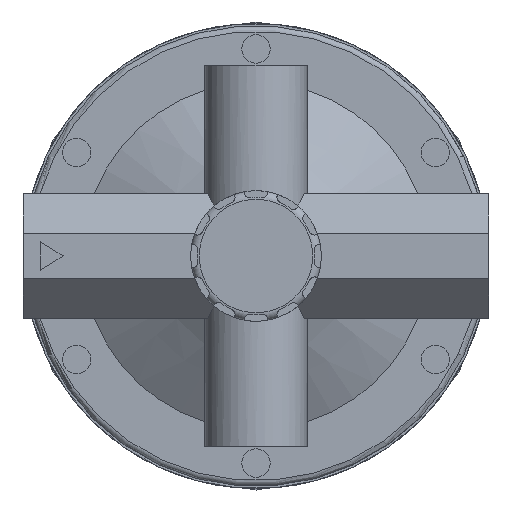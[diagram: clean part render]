
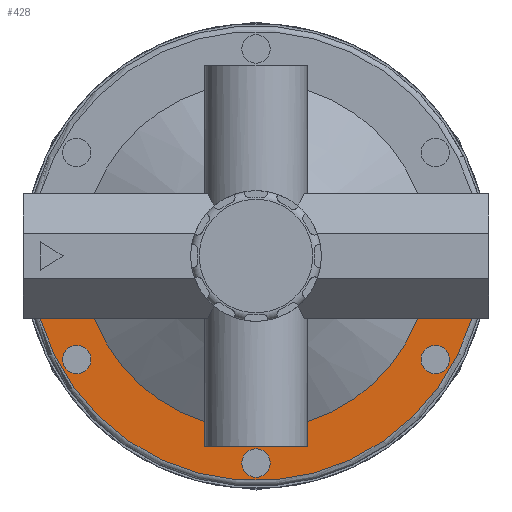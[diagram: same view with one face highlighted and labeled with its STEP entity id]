
A CAD part, front view. The second image highlights one B-rep face of the part: STEP entity #428.
In plain terms, the highlighted face is planar.
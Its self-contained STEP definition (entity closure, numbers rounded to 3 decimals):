
#428 = ADVANCED_FACE( '', ( #1180, #1181, #1182, #1183 ), #1184, .F. );
#1180 = FACE_BOUND( '', #2029, .T. );
#1181 = FACE_BOUND( '', #2030, .T. );
#1182 = FACE_BOUND( '', #2031, .T. );
#1183 = FACE_OUTER_BOUND( '', #2032, .T. );
#1184 = PLANE( '', #2033 );
#2029 = EDGE_LOOP( '', ( #4575 ) );
#2030 = EDGE_LOOP( '', ( #4576 ) );
#2031 = EDGE_LOOP( '', ( #4577 ) );
#2032 = EDGE_LOOP( '', ( #4578, #4579, #4580, #4581, #4582, #4583, #4584, #4585 ) );
#2033 = AXIS2_PLACEMENT_3D( '', #4586, #4587, #4588 );
#4575 = ORIENTED_EDGE( '', *, *, #5652, .T. );
#4576 = ORIENTED_EDGE( '', *, *, #5654, .T. );
#4577 = ORIENTED_EDGE( '', *, *, #5658, .T. );
#4578 = ORIENTED_EDGE( '', *, *, #6065, .F. );
#4579 = ORIENTED_EDGE( '', *, *, #6059, .T. );
#4580 = ORIENTED_EDGE( '', *, *, #5966, .F. );
#4581 = ORIENTED_EDGE( '', *, *, #6066, .F. );
#4582 = ORIENTED_EDGE( '', *, *, #6067, .F. );
#4583 = ORIENTED_EDGE( '', *, *, #6060, .T. );
#4584 = ORIENTED_EDGE( '', *, *, #5945, .F. );
#4585 = ORIENTED_EDGE( '', *, *, #6068, .T. );
#4586 = CARTESIAN_POINT( '', ( 30.55, -13.5, 0. ) );
#4587 = DIRECTION( '', ( 0., -1., 0. ) );
#4588 = DIRECTION( '', ( 1., 0., 0. ) );
#5652 = EDGE_CURVE( '', #6913, #6913, #6914, .T. );
#5654 = EDGE_CURVE( '', #6917, #6917, #6918, .T. );
#5658 = EDGE_CURVE( '', #6925, #6925, #6926, .T. );
#5945 = EDGE_CURVE( '', #7418, #7421, #7422, .T. );
#5966 = EDGE_CURVE( '', #7461, #7463, #7464, .T. );
#6059 = EDGE_CURVE( '', #7608, #7463, #7610, .T. );
#6060 = EDGE_CURVE( '', #7611, #7421, #7612, .T. );
#6065 = EDGE_CURVE( '', #7608, #7620, #7621, .T. );
#6066 = EDGE_CURVE( '', #7622, #7461, #7623, .T. );
#6067 = EDGE_CURVE( '', #7611, #7622, #7624, .T. );
#6068 = EDGE_CURVE( '', #7418, #7620, #7625, .T. );
#6913 = VERTEX_POINT( '', #8830 );
#6914 = CIRCLE( '', #8831, 2.5 );
#6917 = VERTEX_POINT( '', #8834 );
#6918 = CIRCLE( '', #8835, 2.5 );
#6925 = VERTEX_POINT( '', #8842 );
#6926 = CIRCLE( '', #8843, 2.5 );
#7418 = VERTEX_POINT( '', #9978 );
#7421 = VERTEX_POINT( '', #9982 );
#7422 = LINE( '', #9983, #9984 );
#7461 = VERTEX_POINT( '', #10062 );
#7463 = VERTEX_POINT( '', #10073 );
#7464 = LINE( '', #10074, #10075 );
#7608 = VERTEX_POINT( '', #10369 );
#7610 = CIRCLE( '', #10378, 30.55 );
#7611 = VERTEX_POINT( '', #10379 );
#7612 = CIRCLE( '', #10380, 30.55 );
#7620 = VERTEX_POINT( '', #10413 );
#7621 = LINE( '', #10414, #10415 );
#7622 = VERTEX_POINT( '', #10416 );
#7623 = CIRCLE( '', #10417, 39.6 );
#7624 = LINE( '', #10418, #10419 );
#7625 = LINE( '', #10420, #10421 );
#8830 = CARTESIAN_POINT( '', ( 31.61, -13.5, 15.75 ) );
#8831 = AXIS2_PLACEMENT_3D( '', #11606, #11607, #11608 );
#8834 = CARTESIAN_POINT( '', ( -31.61, -13.5, 15.75 ) );
#8835 = AXIS2_PLACEMENT_3D( '', #11612, #11613, #11614 );
#8842 = CARTESIAN_POINT( '', ( 0., -13.5, 34. ) );
#8843 = AXIS2_PLACEMENT_3D( '', #11624, #11625, #11626 );
#9978 = CARTESIAN_POINT( '', ( 9., -13.5, 33.5 ) );
#9982 = CARTESIAN_POINT( '', ( 9., -13.5, 29.194 ) );
#9983 = CARTESIAN_POINT( '', ( 9., -13.5, 0. ) );
#9984 = VECTOR( '', #12087, 1000. );
#10062 = CARTESIAN_POINT( '', ( -38.042, -13.5, 11. ) );
#10073 = CARTESIAN_POINT( '', ( -28.501, -13.5, 11. ) );
#10074 = CARTESIAN_POINT( '', ( 30.55, -13.5, 11. ) );
#10075 = VECTOR( '', #12108, 1000. );
#10369 = CARTESIAN_POINT( '', ( -9., -13.5, 29.194 ) );
#10378 = AXIS2_PLACEMENT_3D( '', #12260, #12261, #12262 );
#10379 = CARTESIAN_POINT( '', ( 28.501, -13.5, 11. ) );
#10380 = AXIS2_PLACEMENT_3D( '', #12263, #12264, #12265 );
#10413 = CARTESIAN_POINT( '', ( -9., -13.5, 33.5 ) );
#10414 = CARTESIAN_POINT( '', ( -9., -13.5, 0. ) );
#10415 = VECTOR( '', #12269, 1000. );
#10416 = CARTESIAN_POINT( '', ( 38.042, -13.5, 11. ) );
#10417 = AXIS2_PLACEMENT_3D( '', #12270, #12271, #12272 );
#10418 = CARTESIAN_POINT( '', ( 30.55, -13.5, 11. ) );
#10419 = VECTOR( '', #12273, 1000. );
#10420 = CARTESIAN_POINT( '', ( 30.55, -13.5, 33.5 ) );
#10421 = VECTOR( '', #12274, 1000. );
#11606 = CARTESIAN_POINT( '', ( 31.61, -13.5, 18.25 ) );
#11607 = DIRECTION( '', ( 0., -1., 0. ) );
#11608 = DIRECTION( '', ( 0., 0., -1. ) );
#11612 = CARTESIAN_POINT( '', ( -31.61, -13.5, 18.25 ) );
#11613 = DIRECTION( '', ( 0., -1., 0. ) );
#11614 = DIRECTION( '', ( 0., 0., -1. ) );
#11624 = CARTESIAN_POINT( '', ( 0., -13.5, 36.5 ) );
#11625 = DIRECTION( '', ( 0., -1., 0. ) );
#11626 = DIRECTION( '', ( 0., 0., -1. ) );
#12087 = DIRECTION( '', ( 0., 0., -1. ) );
#12108 = DIRECTION( '', ( 1., 0., 0. ) );
#12260 = CARTESIAN_POINT( '', ( 0., -13.5, 0. ) );
#12261 = DIRECTION( '', ( 0., -1., 0. ) );
#12262 = DIRECTION( '', ( 1., 0., 0. ) );
#12263 = CARTESIAN_POINT( '', ( 0., -13.5, 0. ) );
#12264 = DIRECTION( '', ( 0., -1., 0. ) );
#12265 = DIRECTION( '', ( 1., 0., 0. ) );
#12269 = DIRECTION( '', ( 0., 0., 1. ) );
#12270 = CARTESIAN_POINT( '', ( 0., -13.5, 0. ) );
#12271 = DIRECTION( '', ( 0., -1., 0. ) );
#12272 = DIRECTION( '', ( 1., 0., 0. ) );
#12273 = DIRECTION( '', ( 1., 0., 0. ) );
#12274 = DIRECTION( '', ( -1., 0., 0. ) );
